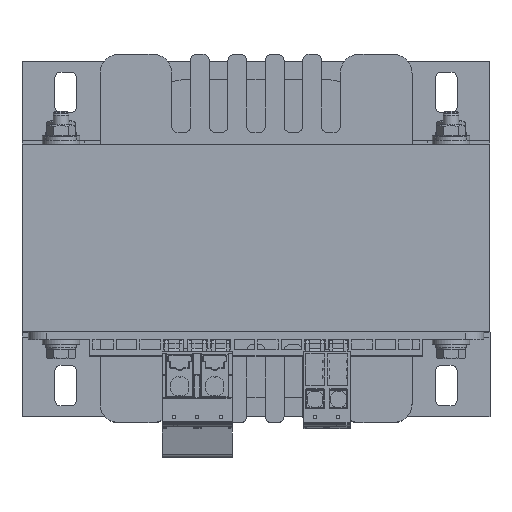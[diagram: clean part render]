
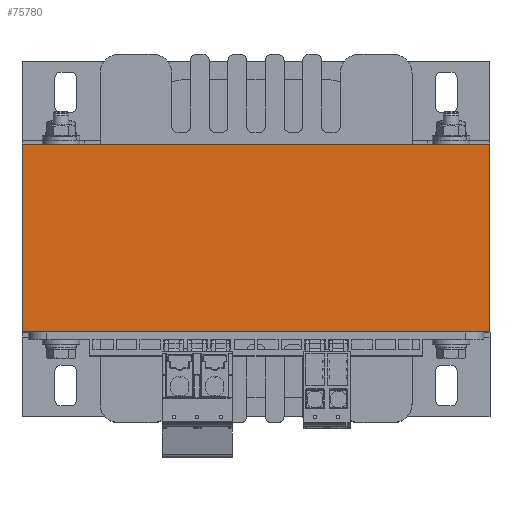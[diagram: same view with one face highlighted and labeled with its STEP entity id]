
A CAD part, top view. The second image highlights one B-rep face of the part: STEP entity #75780.
In plain terms, the highlighted planar face has unit normal (0, 0, 1).
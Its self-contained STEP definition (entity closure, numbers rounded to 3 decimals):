
#2433=FACE_OUTER_BOUND('',#6397,.T.);
#6397=EDGE_LOOP('',(#48413,#48414,#48415,#48416));
#10535=LINE('',#105050,#20286);
#10557=LINE('',#105102,#20308);
#10560=LINE('',#105108,#20311);
#10561=LINE('',#105109,#20312);
#20286=VECTOR('',#85118,10.);
#20308=VECTOR('',#85158,1.);
#20311=VECTOR('',#85163,1.);
#20312=VECTOR('',#85164,1.);
#30037=VERTEX_POINT('',#105048);
#30038=VERTEX_POINT('',#105049);
#30059=VERTEX_POINT('',#105101);
#30061=VERTEX_POINT('',#105107);
#37278=EDGE_CURVE('',#30037,#30038,#10535,.T.);
#37304=EDGE_CURVE('',#30038,#30059,#10557,.T.);
#37307=EDGE_CURVE('',#30037,#30061,#10560,.T.);
#37308=EDGE_CURVE('',#30061,#30059,#10561,.T.);
#48413=ORIENTED_EDGE('',*,*,#37278,.F.);
#48414=ORIENTED_EDGE('',*,*,#37307,.T.);
#48415=ORIENTED_EDGE('',*,*,#37308,.T.);
#48416=ORIENTED_EDGE('',*,*,#37304,.F.);
#70581=PLANE('',#80033);
#75780=ADVANCED_FACE('',(#2433),#70581,.T.);
#80033=AXIS2_PLACEMENT_3D('',#105106,#85161,#85162);
#85118=DIRECTION('',(1.,0.,0.));
#85158=DIRECTION('',(0.,-1.,0.));
#85161=DIRECTION('center_axis',(0.,0.,1.));
#85162=DIRECTION('ref_axis',(0.,-1.,0.));
#85163=DIRECTION('',(0.,-1.,0.));
#85164=DIRECTION('',(1.,0.,0.));
#105048=CARTESIAN_POINT('',(615.285,-284.691,87.5));
#105049=CARTESIAN_POINT('',(765.285,-284.691,87.5));
#105050=CARTESIAN_POINT('',(652.785,-284.691,87.5));
#105101=CARTESIAN_POINT('',(765.285,-344.691,87.5));
#105102=CARTESIAN_POINT('',(765.285,-244.691,87.5));
#105106=CARTESIAN_POINT('Origin',(615.285,-244.691,87.5));
#105107=CARTESIAN_POINT('',(615.285,-344.691,87.5));
#105108=CARTESIAN_POINT('',(615.285,-244.691,87.5));
#105109=CARTESIAN_POINT('',(765.285,-344.691,87.5));
